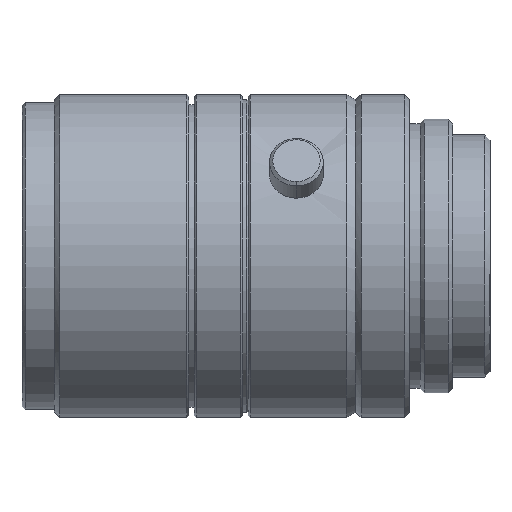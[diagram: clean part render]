
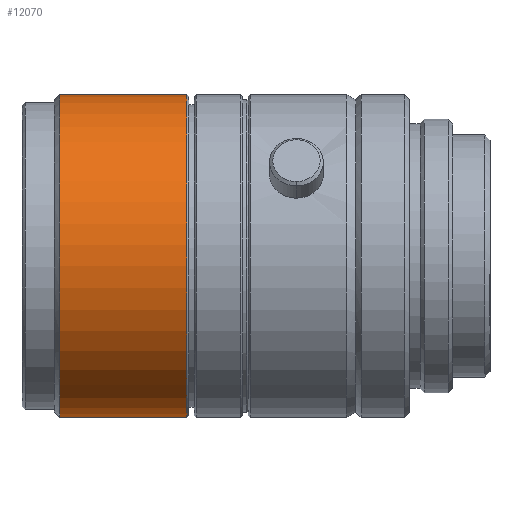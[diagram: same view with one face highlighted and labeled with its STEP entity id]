
A CAD part, top view. The second image highlights one B-rep face of the part: STEP entity #12070.
In plain terms, the highlighted free-form (B-spline) face has degree [2, 1] with [9, 2] control points.
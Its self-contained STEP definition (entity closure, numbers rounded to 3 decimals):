
#11190 = CARTESIAN_POINT ('', (-50.026, -15., 0.));
#11200 = VERTEX_POINT ('', #11190);
#11260 = CARTESIAN_POINT ('', (-50.026, 15., 0.));
#11270 = VERTEX_POINT ('', #11260);
#11280 = CARTESIAN_POINT ('', (-50.026, 15., 0.));
#11290 = CARTESIAN_POINT ('', (-50.026, 15., 15.));
#11300 = CARTESIAN_POINT ('', (-50.026, 0., 15.));
#11310 = CARTESIAN_POINT ('', (-50.026, -15., 15.));
#11320 = CARTESIAN_POINT ('', (-50.026, -15., 0.));
#11330 = (
   BOUNDED_CURVE ()
   B_SPLINE_CURVE (2, (#11280, #11290, #11300, #11310, #11320), .UNSPECIFIED., .F., .U.)
   B_SPLINE_CURVE_WITH_KNOTS ((3, 2, 3), (0., 90., 180.), .UNSPECIFIED.)
   CURVE ()
   GEOMETRIC_REPRESENTATION_ITEM ()
   RATIONAL_B_SPLINE_CURVE ((1., 0.707, 1., 0.707, 1.))
   REPRESENTATION_ITEM ('')
);
#11340 = EDGE_CURVE ('', #11270, #11200, #11330, .T.);
#11630 = ORIENTED_EDGE ('', *, *, #11340, .T.);
#11640 = CARTESIAN_POINT ('', (-38.226, -15., 0.));
#11650 = VERTEX_POINT ('', #11640);
#11660 = CARTESIAN_POINT ('', (-50.026, -15., 0.));
#11670 = CARTESIAN_POINT ('', (-38.226, -15., 0.));
#11680 = B_SPLINE_CURVE_WITH_KNOTS ('', 1, (#11660, #11670), .UNSPECIFIED., .F., .U., (2, 2), (0., 1.), .UNSPECIFIED.);
#11690 = EDGE_CURVE ('', #11200, #11650, #11680, .T.);
#11700 = ORIENTED_EDGE ('', *, *, #11690, .T.);
#11710 = CARTESIAN_POINT ('', (-38.226, 15., 0.));
#11720 = VERTEX_POINT ('', #11710);
#11730 = CARTESIAN_POINT ('', (-38.226, 15., 0.));
#11740 = CARTESIAN_POINT ('', (-38.226, 15., 15.));
#11750 = CARTESIAN_POINT ('', (-38.226, 0., 15.));
#11760 = CARTESIAN_POINT ('', (-38.226, -15., 15.));
#11770 = CARTESIAN_POINT ('', (-38.226, -15., 0.));
#11780 = (
   BOUNDED_CURVE ()
   B_SPLINE_CURVE (2, (#11730, #11740, #11750, #11760, #11770), .UNSPECIFIED., .F., .U.)
   B_SPLINE_CURVE_WITH_KNOTS ((3, 2, 3), (0., 90., 180.), .UNSPECIFIED.)
   CURVE ()
   GEOMETRIC_REPRESENTATION_ITEM ()
   RATIONAL_B_SPLINE_CURVE ((1., 0.707, 1., 0.707, 1.))
   REPRESENTATION_ITEM ('')
);
#11790 = EDGE_CURVE ('', #11720, #11650, #11780, .T.);
#11800 = ORIENTED_EDGE ('', *, *, #11790, .F.);
#11810 = CARTESIAN_POINT ('', (-50.026, 15., 0.));
#11820 = CARTESIAN_POINT ('', (-38.226, 15., 0.));
#11830 = B_SPLINE_CURVE_WITH_KNOTS ('', 1, (#11810, #11820), .UNSPECIFIED., .F., .U., (2, 2), (0., 1.), .UNSPECIFIED.);
#11840 = EDGE_CURVE ('', #11270, #11720, #11830, .T.);
#11850 = ORIENTED_EDGE ('', *, *, #11840, .F.);
#11860 = EDGE_LOOP ('', (#11630, #11700, #11800, #11850));
#11870 = FACE_OUTER_BOUND ('', #11860, .T.);
#11880 = CARTESIAN_POINT ('', (-51.207, 15., 0.));
#11890 = CARTESIAN_POINT ('', (-37.045, 15., 0.));
#11900 = CARTESIAN_POINT ('', (-51.207, 15., 15.));
#11910 = CARTESIAN_POINT ('', (-37.045, 15., 15.));
#11920 = CARTESIAN_POINT ('', (-51.207, 0., 15.));
#11930 = CARTESIAN_POINT ('', (-37.045, 0., 15.));
#11940 = CARTESIAN_POINT ('', (-51.207, -15., 15.));
#11950 = CARTESIAN_POINT ('', (-37.045, -15., 15.));
#11960 = CARTESIAN_POINT ('', (-51.207, -15., 0.));
#11970 = CARTESIAN_POINT ('', (-37.045, -15., 0.));
#11980 = CARTESIAN_POINT ('', (-51.207, -15., -15.));
#11990 = CARTESIAN_POINT ('', (-37.045, -15., -15.));
#12000 = CARTESIAN_POINT ('', (-51.207, 0., -15.));
#12010 = CARTESIAN_POINT ('', (-37.045, 0., -15.));
#12020 = CARTESIAN_POINT ('', (-51.207, 15., -15.));
#12030 = CARTESIAN_POINT ('', (-37.045, 15., -15.));
#12040 = CARTESIAN_POINT ('', (-51.207, 15., 0.));
#12050 = CARTESIAN_POINT ('', (-37.045, 15., 0.));
#12060 = (
   BOUNDED_SURFACE ()
   B_SPLINE_SURFACE (2, 1, ((#11880, #11890), (#11900, #11910), (#11920, #11930), (#11940, #11950), (#11960, #11970), (#11980, #11990), (#12000, #12010), (#12020, #12030), (#12040, #12050)), .UNSPECIFIED., .T., .F., .U.)
   B_SPLINE_SURFACE_WITH_KNOTS ((3, 2, 2, 2, 3), (2, 2), (0., 0.25, 0.5, 0.75, 1.), (0., 1.), .UNSPECIFIED.)
   SURFACE ()
   GEOMETRIC_REPRESENTATION_ITEM ()
   RATIONAL_B_SPLINE_SURFACE (((1., 1.), (0.707, 0.707), (1., 1.), (0.707, 0.707), (1., 1.), (0.707, 0.707), (1., 1.), (0.707, 0.707), (1., 1.)))
   REPRESENTATION_ITEM ('')
);
#12070 = ADVANCED_FACE ('', (#11870), #12060, .T.);
